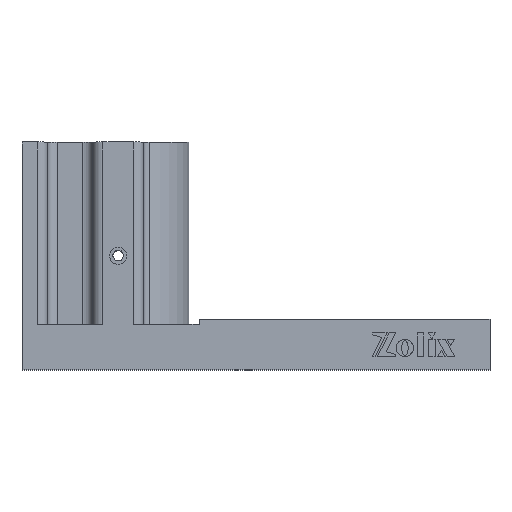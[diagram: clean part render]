
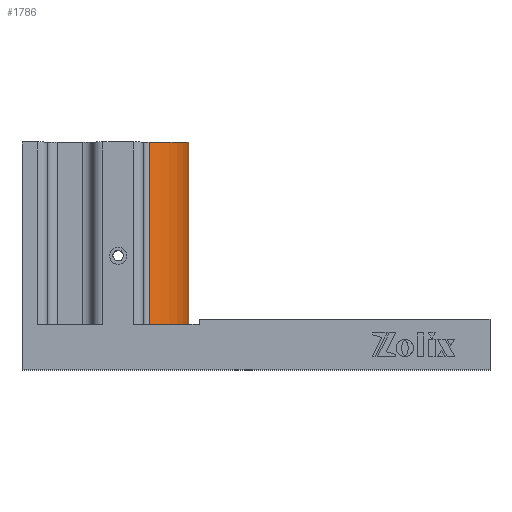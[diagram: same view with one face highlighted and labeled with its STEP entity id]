
A CAD part, top view. The second image highlights one B-rep face of the part: STEP entity #1786.
In plain terms, the highlighted cylindrical face has radius 28 mm (diameter 56 mm), a partial arc.
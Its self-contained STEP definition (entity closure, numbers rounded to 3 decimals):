
#14 = EDGE_CURVE ( 'NONE', #1006, #6083, #5255, .T. ) ;
#711 = EDGE_CURVE ( 'NONE', #5392, #6083, #4106, .T. ) ;
#816 = CARTESIAN_POINT ( 'NONE',  ( -87.316, 43.093, 185. ) ) ;
#822 = CARTESIAN_POINT ( 'NONE',  ( -75.066, -28.907, 210.178 ) ) ;
#1006 = VERTEX_POINT ( 'NONE', #5194 ) ;
#1735 = FACE_OUTER_BOUND ( 'NONE', #2725, .T. ) ;
#1786 = ADVANCED_FACE ( 'NONE', ( #1735 ), #2251, .T. ) ;
#2033 = EDGE_CURVE ( 'NONE', #5748, #1006, #6404, .T. ) ;
#2227 = VECTOR ( 'NONE', #6823, 1000. ) ;
#2251 = CYLINDRICAL_SURFACE ( 'NONE', #4557, 28. ) ;
#2725 = EDGE_LOOP ( 'NONE', ( #4783, #6168, #3231, #4173 ) ) ;
#2745 = LINE ( 'NONE', #5017, #5868 ) ;
#2764 = DIRECTION ( 'NONE',  ( 0., 1., 0. ) ) ;
#2979 = AXIS2_PLACEMENT_3D ( 'NONE', #3701, #6439, #5205 ) ;
#3192 = EDGE_CURVE ( 'NONE', #5392, #5748, #2745, .T. ) ;
#3231 = ORIENTED_EDGE ( 'NONE', *, *, #2033, .T. ) ;
#3491 = DIRECTION ( 'NONE',  ( 0., 0., 1. ) ) ;
#3701 = CARTESIAN_POINT ( 'NONE',  ( -87.316, -28.907, 185. ) ) ;
#4106 = CIRCLE ( 'NONE', #2979, 28. ) ;
#4173 = ORIENTED_EDGE ( 'NONE', *, *, #14, .T. ) ;
#4274 = DIRECTION ( 'NONE',  ( 0., 1., 0. ) ) ;
#4557 = AXIS2_PLACEMENT_3D ( 'NONE', #4825, #4274, #4849 ) ;
#4586 = DIRECTION ( 'NONE',  ( 0., -1., 0. ) ) ;
#4783 = ORIENTED_EDGE ( 'NONE', *, *, #711, .F. ) ;
#4825 = CARTESIAN_POINT ( 'NONE',  ( -87.316, -28.907, 185. ) ) ;
#4849 = DIRECTION ( 'NONE',  ( 0., 0., 1. ) ) ;
#5017 = CARTESIAN_POINT ( 'NONE',  ( -75.066, -28.907, 159.822 ) ) ;
#5194 = CARTESIAN_POINT ( 'NONE',  ( -75.066, 43.093, 210.178 ) ) ;
#5205 = DIRECTION ( 'NONE',  ( 0., 0., 1. ) ) ;
#5255 = LINE ( 'NONE', #6746, #2227 ) ;
#5302 = AXIS2_PLACEMENT_3D ( 'NONE', #816, #4586, #3491 ) ;
#5392 = VERTEX_POINT ( 'NONE', #6571 ) ;
#5748 = VERTEX_POINT ( 'NONE', #7028 ) ;
#5868 = VECTOR ( 'NONE', #2764, 1000. ) ;
#6083 = VERTEX_POINT ( 'NONE', #822 ) ;
#6168 = ORIENTED_EDGE ( 'NONE', *, *, #3192, .T. ) ;
#6404 = CIRCLE ( 'NONE', #5302, 28. ) ;
#6439 = DIRECTION ( 'NONE',  ( 0., -1., 0. ) ) ;
#6571 = CARTESIAN_POINT ( 'NONE',  ( -75.066, -28.907, 159.822 ) ) ;
#6746 = CARTESIAN_POINT ( 'NONE',  ( -75.066, -28.907, 210.178 ) ) ;
#6823 = DIRECTION ( 'NONE',  ( 0., -1., 0. ) ) ;
#7028 = CARTESIAN_POINT ( 'NONE',  ( -75.066, 43.093, 159.822 ) ) ;
